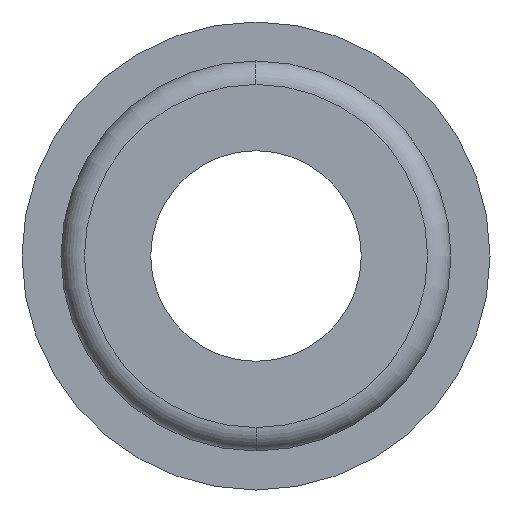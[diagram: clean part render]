
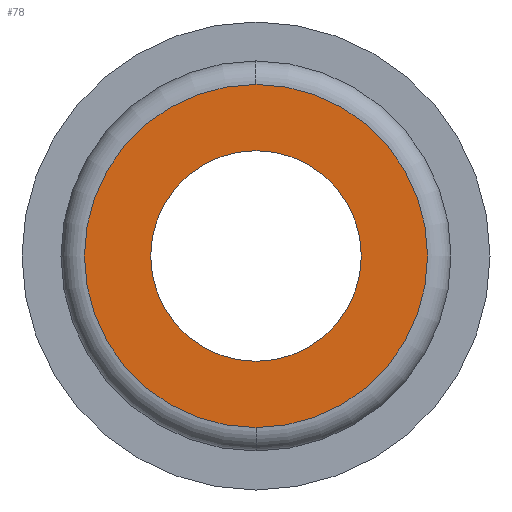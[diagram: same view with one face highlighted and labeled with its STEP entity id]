
A CAD part, front view. The second image highlights one B-rep face of the part: STEP entity #78.
In plain terms, the highlighted planar face has unit normal (0, -1, 0).
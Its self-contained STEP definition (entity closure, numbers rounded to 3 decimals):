
#78=ADVANCED_FACE('',(#172,#173),#174,.T.);
#172=FACE_BOUND('',#279,.T.);
#173=FACE_OUTER_BOUND('',#280,.T.);
#174=PLANE('',#281);
#279=EDGE_LOOP('',(#433,#434));
#280=EDGE_LOOP('',(#435,#436,#437));
#281=AXIS2_PLACEMENT_3D('',#438,#439,#440);
#433=ORIENTED_EDGE('',*,*,#648,.T.);
#434=ORIENTED_EDGE('',*,*,#653,.T.);
#435=ORIENTED_EDGE('',*,*,#658,.F.);
#436=ORIENTED_EDGE('',*,*,#659,.F.);
#437=ORIENTED_EDGE('',*,*,#660,.F.);
#438=CARTESIAN_POINT('',(1.1,0.0,0.0));
#439=DIRECTION('',(-0.0,-1.0,-0.0));
#440=DIRECTION('',(-1.0,0.0,0.0));
#648=EDGE_CURVE('',#774,#772,#775,.T.);
#653=EDGE_CURVE('',#772,#774,#781,.T.);
#658=EDGE_CURVE('',#786,#787,#788,.T.);
#659=EDGE_CURVE('',#789,#786,#790,.T.);
#660=EDGE_CURVE('',#787,#789,#791,.T.);
#772=VERTEX_POINT('',#926);
#774=VERTEX_POINT('',#929);
#775=CIRCLE('',#930,1.35);
#781=CIRCLE('',#937,1.35);
#786=VERTEX_POINT('',#942);
#787=VERTEX_POINT('',#943);
#788=CIRCLE('',#944,2.2);
#789=VERTEX_POINT('',#945);
#790=CIRCLE('',#946,2.2);
#791=CIRCLE('',#947,2.2);
#926=CARTESIAN_POINT('',(1.35,0.0,0.));
#929=CARTESIAN_POINT('',(-1.35,0.0,0.));
#930=AXIS2_PLACEMENT_3D('',#1085,#1086,#1087);
#937=AXIS2_PLACEMENT_3D('',#1095,#1096,#1097);
#942=CARTESIAN_POINT('',(2.2,0.0,0.0));
#943=CARTESIAN_POINT('',(0.,0.0,-2.2));
#944=AXIS2_PLACEMENT_3D('',#1104,#1105,#1106);
#945=CARTESIAN_POINT('',(0.,0.0,2.2));
#946=AXIS2_PLACEMENT_3D('',#1107,#1108,#1109);
#947=AXIS2_PLACEMENT_3D('',#1110,#1111,#1112);
#1085=CARTESIAN_POINT('',(0.0,0.0,0.0));
#1086=DIRECTION('',(-0.0,1.0,0.0));
#1087=DIRECTION('',(1.0,0.0,0.0));
#1095=CARTESIAN_POINT('',(0.0,0.0,0.0));
#1096=DIRECTION('',(-0.0,1.0,0.0));
#1097=DIRECTION('',(1.0,0.0,0.0));
#1104=CARTESIAN_POINT('',(0.0,0.0,0.0));
#1105=DIRECTION('',(-0.0,1.0,0.0));
#1106=DIRECTION('',(1.0,0.0,0.0));
#1107=CARTESIAN_POINT('',(0.0,0.0,0.0));
#1108=DIRECTION('',(-0.0,1.0,0.0));
#1109=DIRECTION('',(1.0,0.0,0.0));
#1110=CARTESIAN_POINT('',(0.0,0.0,0.0));
#1111=DIRECTION('',(-0.0,1.0,0.0));
#1112=DIRECTION('',(1.0,0.0,0.0));
